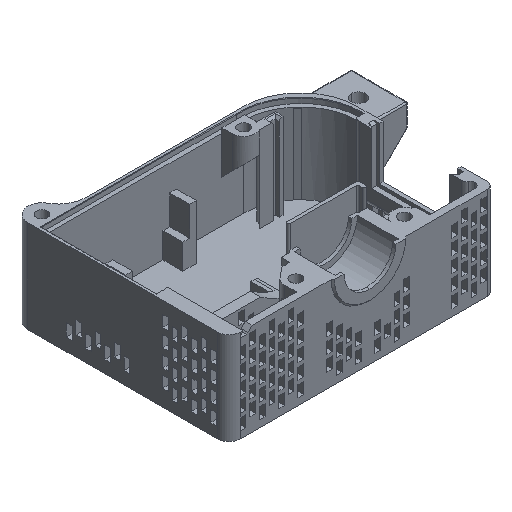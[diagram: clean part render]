
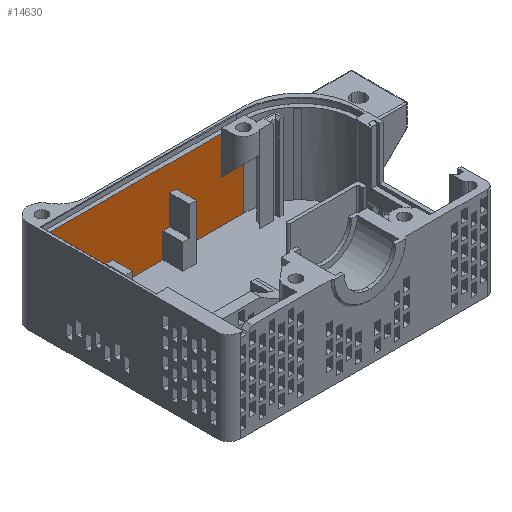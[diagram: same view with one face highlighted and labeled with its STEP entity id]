
A CAD part, isometric view. The second image highlights one B-rep face of the part: STEP entity #14630.
In plain terms, the highlighted planar face has unit normal (0, -1, 0).
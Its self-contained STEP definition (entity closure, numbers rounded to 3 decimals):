
#35 = ORIENTED_EDGE ( 'NONE', *, *, #13040, .F. ) ;
#86 = VECTOR ( 'NONE', #35621, 1000. ) ;
#234 = LINE ( 'NONE', #8540, #32754 ) ;
#308 = EDGE_CURVE ( 'NONE', #8275, #23241, #14017, .T. ) ;
#357 = PLANE ( 'NONE',  #1771 ) ;
#365 = VERTEX_POINT ( 'NONE', #33329 ) ;
#691 = CARTESIAN_POINT ( 'NONE',  ( 14., 66., -1.9 ) ) ;
#1528 = ORIENTED_EDGE ( 'NONE', *, *, #8749, .T. ) ;
#1771 = AXIS2_PLACEMENT_3D ( 'NONE', #11366, #11003, #22204 ) ;
#1872 = VERTEX_POINT ( 'NONE', #25539 ) ;
#2495 = CARTESIAN_POINT ( 'NONE',  ( -24.3, 66., 0. ) ) ;
#2657 = DIRECTION ( 'NONE',  ( 1., 0., 0. ) ) ;
#3044 = CARTESIAN_POINT ( 'NONE',  ( 22., 66., -30.3 ) ) ;
#3523 = VECTOR ( 'NONE', #19290, 1000. ) ;
#3674 = VECTOR ( 'NONE', #30075, 1000. ) ;
#3867 = VECTOR ( 'NONE', #22872, 1000. ) ;
#3887 = ORIENTED_EDGE ( 'NONE', *, *, #22318, .F. ) ;
#4525 = DIRECTION ( 'NONE',  ( 0., 0., -1. ) ) ;
#4827 = EDGE_CURVE ( 'NONE', #11892, #13790, #30275, .T. ) ;
#4952 = EDGE_CURVE ( 'NONE', #29091, #14123, #15103, .T. ) ;
#4956 = ORIENTED_EDGE ( 'NONE', *, *, #11561, .F. ) ;
#5076 = CARTESIAN_POINT ( 'NONE',  ( 0., 66., -30.3 ) ) ;
#5126 = CARTESIAN_POINT ( 'NONE',  ( -4.15, 66., 0. ) ) ;
#5370 = LINE ( 'NONE', #13320, #23711 ) ;
#5913 = VECTOR ( 'NONE', #4525, 1000. ) ;
#5923 = DIRECTION ( 'NONE',  ( 1., 0., 0. ) ) ;
#6134 = DIRECTION ( 'NONE',  ( -1., 0., 0. ) ) ;
#6466 = EDGE_CURVE ( 'NONE', #23241, #33782, #30029, .T. ) ;
#6586 = CARTESIAN_POINT ( 'NONE',  ( -4.15, 66., -11. ) ) ;
#6642 = LINE ( 'NONE', #12236, #29767 ) ;
#6713 = DIRECTION ( 'NONE',  ( -1., 0., 0. ) ) ;
#6730 = DIRECTION ( 'NONE',  ( 0., 0., -1. ) ) ;
#7428 = EDGE_CURVE ( 'NONE', #11892, #34435, #29868, .T. ) ;
#7920 = CARTESIAN_POINT ( 'NONE',  ( -6.55, 66., -21.35 ) ) ;
#7964 = LINE ( 'NONE', #5076, #29333 ) ;
#8206 = ORIENTED_EDGE ( 'NONE', *, *, #4827, .T. ) ;
#8275 = VERTEX_POINT ( 'NONE', #27761 ) ;
#8540 = CARTESIAN_POINT ( 'NONE',  ( -46.85, 66., 0. ) ) ;
#8749 = EDGE_CURVE ( 'NONE', #13790, #365, #15548, .T. ) ;
#8848 = CARTESIAN_POINT ( 'NONE',  ( 0., 66., -21.35 ) ) ;
#9237 = EDGE_CURVE ( 'NONE', #34435, #25002, #5370, .T. ) ;
#9602 = CARTESIAN_POINT ( 'NONE',  ( 0., 66., -30.3 ) ) ;
#10182 = VECTOR ( 'NONE', #21558, 1000. ) ;
#10616 = ORIENTED_EDGE ( 'NONE', *, *, #29204, .F. ) ;
#10621 = LINE ( 'NONE', #27237, #3523 ) ;
#10663 = CARTESIAN_POINT ( 'NONE',  ( -46.85, 66., -1.9 ) ) ;
#11003 = DIRECTION ( 'NONE',  ( 0., 1., 0. ) ) ;
#11005 = ORIENTED_EDGE ( 'NONE', *, *, #31920, .F. ) ;
#11050 = EDGE_LOOP ( 'NONE', ( #10616, #28364, #32584, #15871, #4956, #22108, #3887, #12571, #11730, #14049, #24298, #19530, #8206, #1528, #32942, #11005, #14398, #35 ) ) ;
#11189 = FACE_OUTER_BOUND ( 'NONE', #11050, .T. ) ;
#11366 = CARTESIAN_POINT ( 'NONE',  ( 0., 66., 0. ) ) ;
#11561 = EDGE_CURVE ( 'NONE', #14123, #33782, #7964, .T. ) ;
#11730 = ORIENTED_EDGE ( 'NONE', *, *, #23447, .F. ) ;
#11892 = VERTEX_POINT ( 'NONE', #6586 ) ;
#12147 = CARTESIAN_POINT ( 'NONE',  ( 14., 66., 0. ) ) ;
#12236 = CARTESIAN_POINT ( 'NONE',  ( -6.55, 66., 0. ) ) ;
#12332 = CARTESIAN_POINT ( 'NONE',  ( 0., 66., -30.3 ) ) ;
#12505 = CARTESIAN_POINT ( 'NONE',  ( -24.3, 66., -21.35 ) ) ;
#12571 = ORIENTED_EDGE ( 'NONE', *, *, #29075, .F. ) ;
#13040 = EDGE_CURVE ( 'NONE', #29297, #1872, #15217, .T. ) ;
#13161 = CARTESIAN_POINT ( 'NONE',  ( -26.7, 66., -21.35 ) ) ;
#13320 = CARTESIAN_POINT ( 'NONE',  ( 0., 66., -21.35 ) ) ;
#13378 = DIRECTION ( 'NONE',  ( -1., 0., 0. ) ) ;
#13790 = VERTEX_POINT ( 'NONE', #29150 ) ;
#13991 = EDGE_CURVE ( 'NONE', #33061, #365, #28588, .T. ) ;
#14017 = LINE ( 'NONE', #22506, #3674 ) ;
#14049 = ORIENTED_EDGE ( 'NONE', *, *, #27826, .F. ) ;
#14123 = VERTEX_POINT ( 'NONE', #15920 ) ;
#14398 = ORIENTED_EDGE ( 'NONE', *, *, #29574, .T. ) ;
#14499 = CARTESIAN_POINT ( 'NONE',  ( 0., 66., -15.3 ) ) ;
#14573 = CARTESIAN_POINT ( 'NONE',  ( -26.7, 66., 0. ) ) ;
#14630 = ADVANCED_FACE ( 'NONE', ( #11189 ), #357, .F. ) ;
#15103 = LINE ( 'NONE', #14573, #3867 ) ;
#15217 = LINE ( 'NONE', #12147, #15544 ) ;
#15544 = VECTOR ( 'NONE', #6730, 1000. ) ;
#15548 = LINE ( 'NONE', #29089, #5913 ) ;
#15637 = VERTEX_POINT ( 'NONE', #19451 ) ;
#15778 = CARTESIAN_POINT ( 'NONE',  ( -44.45, 66., -30.3 ) ) ;
#15871 = ORIENTED_EDGE ( 'NONE', *, *, #6466, .T. ) ;
#15920 = CARTESIAN_POINT ( 'NONE',  ( -26.7, 66., -30.3 ) ) ;
#16089 = VERTEX_POINT ( 'NONE', #19219 ) ;
#16207 = DIRECTION ( 'NONE',  ( -1., 0., 0. ) ) ;
#17479 = LINE ( 'NONE', #30654, #21753 ) ;
#17664 = DIRECTION ( 'NONE',  ( 0., 0., -1. ) ) ;
#19219 = CARTESIAN_POINT ( 'NONE',  ( -24.3, 66., -30.3 ) ) ;
#19290 = DIRECTION ( 'NONE',  ( 0., 0., -1. ) ) ;
#19451 = CARTESIAN_POINT ( 'NONE',  ( 22., 66., -15.3 ) ) ;
#19530 = ORIENTED_EDGE ( 'NONE', *, *, #7428, .F. ) ;
#19651 = VECTOR ( 'NONE', #34528, 1000. ) ;
#19867 = LINE ( 'NONE', #8848, #24641 ) ;
#20601 = VECTOR ( 'NONE', #2657, 1000. ) ;
#21558 = DIRECTION ( 'NONE',  ( 0., 0., -1. ) ) ;
#21753 = VECTOR ( 'NONE', #5923, 1000. ) ;
#22108 = ORIENTED_EDGE ( 'NONE', *, *, #4952, .F. ) ;
#22204 = DIRECTION ( 'NONE',  ( 0., 0., -1. ) ) ;
#22318 = EDGE_CURVE ( 'NONE', #35121, #29091, #19867, .T. ) ;
#22506 = CARTESIAN_POINT ( 'NONE',  ( 0., 66., -21.35 ) ) ;
#22872 = DIRECTION ( 'NONE',  ( 0., 0., -1. ) ) ;
#23241 = VERTEX_POINT ( 'NONE', #23887 ) ;
#23358 = EDGE_CURVE ( 'NONE', #8275, #28639, #234, .T. ) ;
#23447 = EDGE_CURVE ( 'NONE', #29965, #16089, #29585, .T. ) ;
#23711 = VECTOR ( 'NONE', #16207, 1000. ) ;
#23887 = CARTESIAN_POINT ( 'NONE',  ( -44.45, 66., -21.35 ) ) ;
#24298 = ORIENTED_EDGE ( 'NONE', *, *, #9237, .F. ) ;
#24347 = DIRECTION ( 'NONE',  ( 0., 0., 1. ) ) ;
#24641 = VECTOR ( 'NONE', #6134, 1000. ) ;
#25002 = VERTEX_POINT ( 'NONE', #7920 ) ;
#25187 = VECTOR ( 'NONE', #6713, 1000. ) ;
#25539 = CARTESIAN_POINT ( 'NONE',  ( 14., 66., -15.3 ) ) ;
#26227 = LINE ( 'NONE', #14499, #32163 ) ;
#26316 = CARTESIAN_POINT ( 'NONE',  ( -4.15, 66., -21.35 ) ) ;
#27237 = CARTESIAN_POINT ( 'NONE',  ( 22., 66., -15.3 ) ) ;
#27332 = CARTESIAN_POINT ( 'NONE',  ( -44.45, 66., 0. ) ) ;
#27398 = CARTESIAN_POINT ( 'NONE',  ( 0., 66., -11. ) ) ;
#27761 = CARTESIAN_POINT ( 'NONE',  ( -46.85, 66., -21.35 ) ) ;
#27826 = EDGE_CURVE ( 'NONE', #25002, #29965, #6642, .T. ) ;
#28364 = ORIENTED_EDGE ( 'NONE', *, *, #23358, .F. ) ;
#28588 = LINE ( 'NONE', #12332, #19651 ) ;
#28639 = VERTEX_POINT ( 'NONE', #10663 ) ;
#29075 = EDGE_CURVE ( 'NONE', #16089, #35121, #30119, .T. ) ;
#29089 = CARTESIAN_POINT ( 'NONE',  ( -1.75, 66., 0. ) ) ;
#29091 = VERTEX_POINT ( 'NONE', #13161 ) ;
#29150 = CARTESIAN_POINT ( 'NONE',  ( -1.75, 66., -11. ) ) ;
#29204 = EDGE_CURVE ( 'NONE', #28639, #29297, #17479, .T. ) ;
#29297 = VERTEX_POINT ( 'NONE', #691 ) ;
#29333 = VECTOR ( 'NONE', #13378, 1000. ) ;
#29574 = EDGE_CURVE ( 'NONE', #15637, #1872, #26227, .T. ) ;
#29585 = LINE ( 'NONE', #9602, #25187 ) ;
#29767 = VECTOR ( 'NONE', #17664, 1000. ) ;
#29868 = LINE ( 'NONE', #5126, #86 ) ;
#29965 = VERTEX_POINT ( 'NONE', #33955 ) ;
#30029 = LINE ( 'NONE', #27332, #10182 ) ;
#30075 = DIRECTION ( 'NONE',  ( 1., 0., 0. ) ) ;
#30119 = LINE ( 'NONE', #2495, #35572 ) ;
#30275 = LINE ( 'NONE', #27398, #20601 ) ;
#30654 = CARTESIAN_POINT ( 'NONE',  ( 0., 66., -1.9 ) ) ;
#31920 = EDGE_CURVE ( 'NONE', #15637, #33061, #10621, .T. ) ;
#32163 = VECTOR ( 'NONE', #33807, 1000. ) ;
#32584 = ORIENTED_EDGE ( 'NONE', *, *, #308, .T. ) ;
#32754 = VECTOR ( 'NONE', #33080, 1000. ) ;
#32942 = ORIENTED_EDGE ( 'NONE', *, *, #13991, .F. ) ;
#33061 = VERTEX_POINT ( 'NONE', #3044 ) ;
#33080 = DIRECTION ( 'NONE',  ( 0., 0., 1. ) ) ;
#33329 = CARTESIAN_POINT ( 'NONE',  ( -1.75, 66., -30.3 ) ) ;
#33782 = VERTEX_POINT ( 'NONE', #15778 ) ;
#33807 = DIRECTION ( 'NONE',  ( -1., 0., 0. ) ) ;
#33955 = CARTESIAN_POINT ( 'NONE',  ( -6.55, 66., -30.3 ) ) ;
#34435 = VERTEX_POINT ( 'NONE', #26316 ) ;
#34528 = DIRECTION ( 'NONE',  ( -1., 0., 0. ) ) ;
#35121 = VERTEX_POINT ( 'NONE', #12505 ) ;
#35572 = VECTOR ( 'NONE', #24347, 1000. ) ;
#35621 = DIRECTION ( 'NONE',  ( 0., 0., -1. ) ) ;
